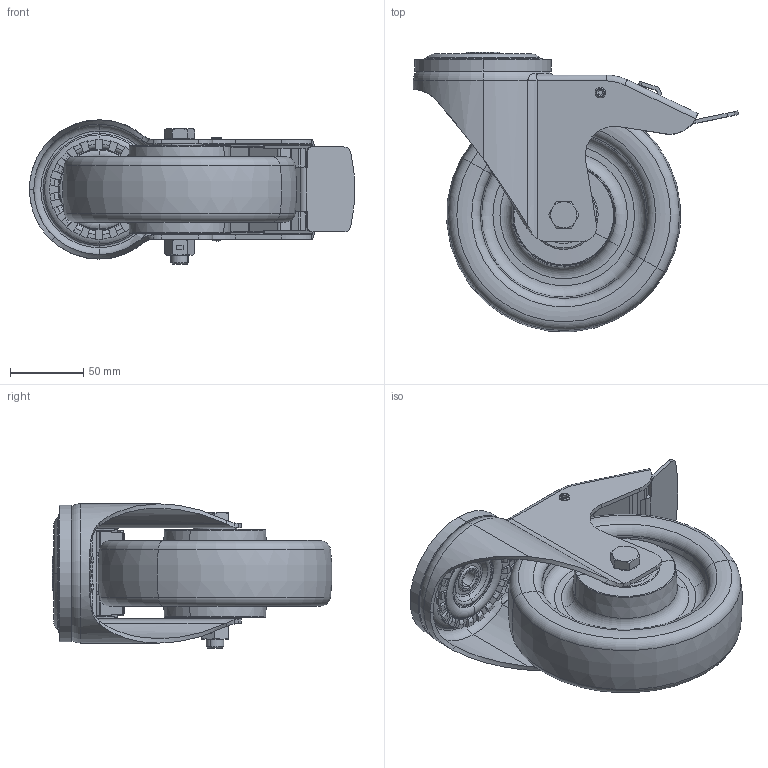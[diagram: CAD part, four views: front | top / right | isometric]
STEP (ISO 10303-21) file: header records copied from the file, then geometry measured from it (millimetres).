
FILE_DESCRIPTION (( 'STEP AP214' ), '1' );
FILE_NAME ('0055949.step', '2023-06-12T10:35:37', ( '' ), ( '' ), 'SwSTEP 2.0', 'SolidWorks 2020', '' );
FILE_SCHEMA (( 'AUTOMOTIVE_DESIGN' ));
Length unit declared in the file: millimetre
Products named in the file (1): 0055949
Bounding box: 221.77 x 190.64 x 98.5 mm (x, y, z)
Volume: 875214.2 mm3; surface area: 309923.7 mm2
Topology: 29 solids, 30 shells, 1401 faces, 3451 edges, 2114 vertices
Faces by surface type: plane 509, cylinder 365, torus 279, cone 129, bspline 81, sphere 38
Entity records: 65307 total; most frequent: CARTESIAN_POINT 16491, DIRECTION 7289, ORIENTED_EDGE 6806, EDGE_CURVE 3403, AXIS2_PLACEMENT_3D 2965, VERTEX_POINT 2090, CIRCLE 1644, EDGE_LOOP 1487
